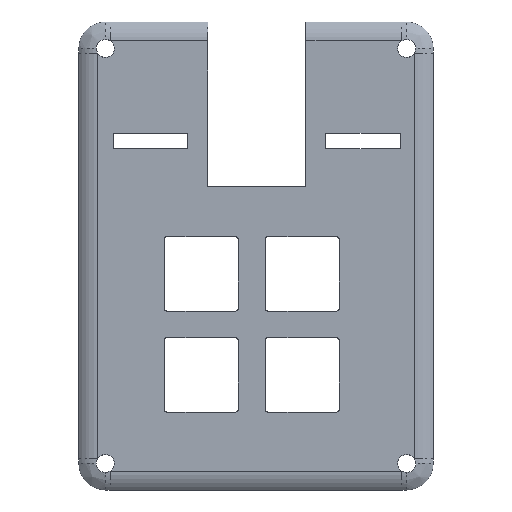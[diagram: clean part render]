
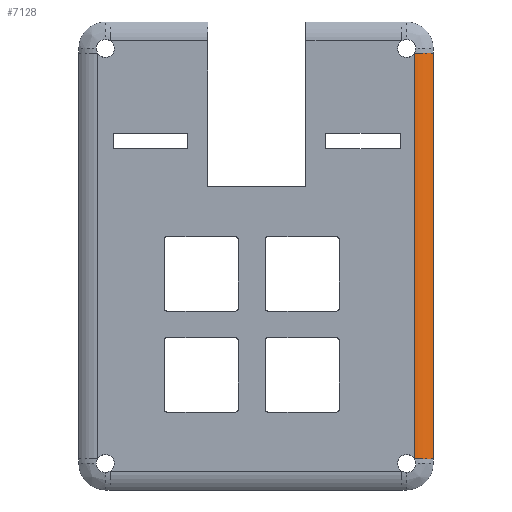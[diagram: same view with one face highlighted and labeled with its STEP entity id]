
A CAD part, top view. The second image highlights one B-rep face of the part: STEP entity #7128.
In plain terms, the highlighted cylindrical face has radius 5 mm (diameter 10 mm), a partial arc.
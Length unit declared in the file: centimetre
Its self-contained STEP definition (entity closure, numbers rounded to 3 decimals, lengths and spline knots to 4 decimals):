
#853=FACE_OUTER_BOUND('',#1249,.T.);
#1249=EDGE_LOOP('',(#4865,#4866,#4867,#4868));
#1682=LINE('',#8946,#2301);
#1683=LINE('',#8947,#2302);
#2301=VECTOR('',#7811,1.);
#2302=VECTOR('',#7812,0.5);
#2922=CIRCLE('',#7543,0.5);
#2923=CIRCLE('',#7545,0.5);
#2992=VERTEX_POINT('',#8932);
#2993=VERTEX_POINT('',#8939);
#2994=VERTEX_POINT('',#8943);
#2995=VERTEX_POINT('',#8944);
#3739=EDGE_CURVE('',#2992,#2993,#2922,.T.);
#3741=EDGE_CURVE('',#2994,#2995,#2923,.T.);
#3742=EDGE_CURVE('',#2993,#2995,#1682,.T.);
#3743=EDGE_CURVE('',#2992,#2994,#1683,.T.);
#4865=ORIENTED_EDGE('',*,*,#3741,.T.);
#4866=ORIENTED_EDGE('',*,*,#3742,.F.);
#4867=ORIENTED_EDGE('',*,*,#3739,.F.);
#4868=ORIENTED_EDGE('',*,*,#3743,.T.);
#7094=CYLINDRICAL_SURFACE('',#7544,0.5);
#7128=ADVANCED_FACE('',(#853),#7094,.T.);
#7543=AXIS2_PLACEMENT_3D('',#8940,#7804,#7805);
#7544=AXIS2_PLACEMENT_3D('',#8942,#7807,#7808);
#7545=AXIS2_PLACEMENT_3D('',#8945,#7809,#7810);
#7804=DIRECTION('center_axis',(0.,1.,0.));
#7805=DIRECTION('ref_axis',(0.,0.,1.));
#7807=DIRECTION('center_axis',(0.,-1.,0.));
#7808=DIRECTION('ref_axis',(0.714,0.,0.7));
#7809=DIRECTION('center_axis',(0.,1.,0.));
#7810=DIRECTION('ref_axis',(0.,0.,1.));
#7811=DIRECTION('',(0.,-1.,0.));
#7812=DIRECTION('',(0.,-1.,0.));
#8932=CARTESIAN_POINT('',(4.9704,3.2075,0.15));
#8939=CARTESIAN_POINT('',(5.3275,3.2075,0.));
#8940=CARTESIAN_POINT('Origin',(4.9704,3.2075,-0.35));
#8942=CARTESIAN_POINT('Origin',(4.9704,3.7995,-0.35));
#8943=CARTESIAN_POINT('',(4.9704,-4.4365,0.15));
#8944=CARTESIAN_POINT('',(5.3275,-4.4365,0.));
#8945=CARTESIAN_POINT('Origin',(4.9704,-4.4365,-0.35));
#8946=CARTESIAN_POINT('',(5.3275,3.7995,0.));
#8947=CARTESIAN_POINT('',(4.9704,3.7995,0.15));
